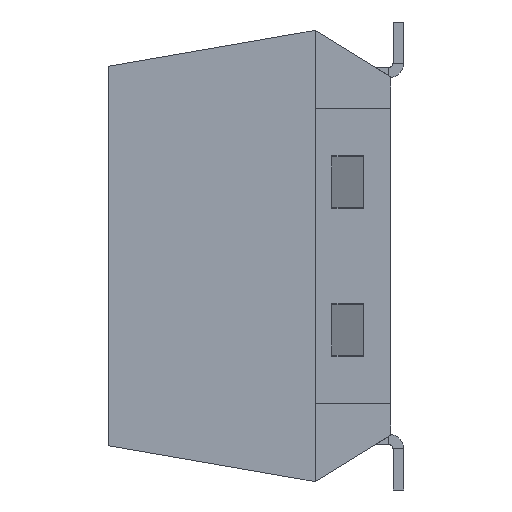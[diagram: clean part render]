
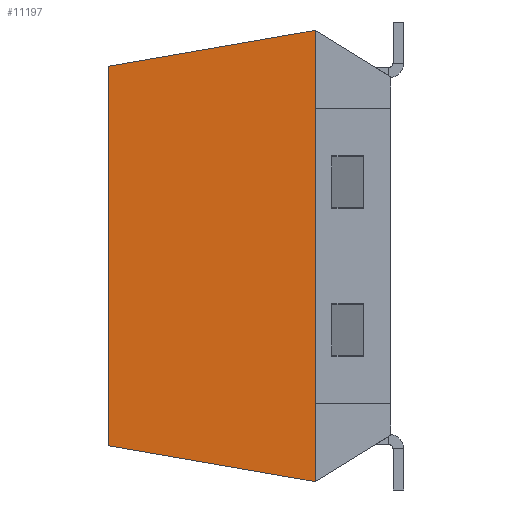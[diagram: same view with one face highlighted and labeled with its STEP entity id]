
A CAD part, left-side view. The second image highlights one B-rep face of the part: STEP entity #11197.
In plain terms, the highlighted planar face has unit normal (-1, 0.03, 0).
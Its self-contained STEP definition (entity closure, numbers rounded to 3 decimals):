
#7243 = PLANE('',#7244);
#7244 = AXIS2_PLACEMENT_3D('',#7245,#7246,#7247);
#7245 = CARTESIAN_POINT('',(0.,7.05,0.
    ));
#7246 = DIRECTION('',(0.,1.,0.));
#7247 = DIRECTION('',(-1.,0.,0.));
#7950 = VERTEX_POINT('',#7951);
#7951 = CARTESIAN_POINT('',(-7.475,7.05,-4.5));
#7965 = PLANE('',#7966);
#7966 = AXIS2_PLACEMENT_3D('',#7967,#7968,#7969);
#7967 = CARTESIAN_POINT('',(0.,7.05,-4.5));
#7968 = DIRECTION('',(0.,-0.171,0.985)
  );
#7969 = DIRECTION('',(0.,-0.985,
    -0.171));
#7977 = EDGE_CURVE('',#7950,#7978,#7980,.T.);
#7978 = VERTEX_POINT('',#7979);
#7979 = CARTESIAN_POINT('',(-7.475,7.05,4.5));
#7980 = SURFACE_CURVE('',#7981,(#7985,#7992),.PCURVE_S1.);
#7981 = LINE('',#7982,#7983);
#7982 = CARTESIAN_POINT('',(-7.475,7.05,0.));
#7983 = VECTOR('',#7984,1.);
#7984 = DIRECTION('',(0.,0.,1.));
#7985 = PCURVE('',#7243,#7986);
#7986 = DEFINITIONAL_REPRESENTATION('',(#7987),#7991);
#7987 = LINE('',#7988,#7989);
#7988 = CARTESIAN_POINT('',(7.475,0.));
#7989 = VECTOR('',#7990,1.);
#7990 = DIRECTION('',(0.,1.));
#7991 = ( GEOMETRIC_REPRESENTATION_CONTEXT(2) 
PARAMETRIC_REPRESENTATION_CONTEXT() REPRESENTATION_CONTEXT('2D SPACE',''
  ) );
#7992 = PCURVE('',#7993,#7998);
#7993 = PLANE('',#7994);
#7994 = AXIS2_PLACEMENT_3D('',#7995,#7996,#7997);
#7995 = CARTESIAN_POINT('',(-7.475,7.05,0.));
#7996 = DIRECTION('',(-1.,0.03,
    0.));
#7997 = DIRECTION('',(-0.03,-1.,
    0.));
#7998 = DEFINITIONAL_REPRESENTATION('',(#7999),#8003);
#7999 = LINE('',#8000,#8001);
#8000 = CARTESIAN_POINT('',(0.,0.));
#8001 = VECTOR('',#8002,1.);
#8002 = DIRECTION('',(0.,1.));
#8003 = ( GEOMETRIC_REPRESENTATION_CONTEXT(2) 
PARAMETRIC_REPRESENTATION_CONTEXT() REPRESENTATION_CONTEXT('2D SPACE',''
  ) );
#8021 = PLANE('',#8022);
#8022 = AXIS2_PLACEMENT_3D('',#8023,#8024,#8025);
#8023 = CARTESIAN_POINT('',(0.,2.15,5.35));
#8024 = DIRECTION('',(0.,-0.171,
    -0.985));
#8025 = DIRECTION('',(0.,0.985,-0.171
    ));
#8935 = PLANE('',#8936);
#8936 = AXIS2_PLACEMENT_3D('',#8937,#8938,#8939);
#8937 = CARTESIAN_POINT('',(-7.62,2.15,0.));
#8938 = DIRECTION('',(0.,-1.,0.));
#8939 = DIRECTION('',(1.,0.,0.));
#10817 = VERTEX_POINT('',#10818);
#10818 = CARTESIAN_POINT('',(-7.62,2.15,5.35));
#10841 = EDGE_CURVE('',#10817,#10842,#10844,.T.);
#10842 = VERTEX_POINT('',#10843);
#10843 = CARTESIAN_POINT('',(-7.62,2.15,-5.35));
#10844 = SURFACE_CURVE('',#10845,(#10849,#10856),.PCURVE_S1.);
#10845 = LINE('',#10846,#10847);
#10846 = CARTESIAN_POINT('',(-7.62,2.15,0.));
#10847 = VECTOR('',#10848,1.);
#10848 = DIRECTION('',(0.,0.,-1.));
#10849 = PCURVE('',#8935,#10850);
#10850 = DEFINITIONAL_REPRESENTATION('',(#10851),#10855);
#10851 = LINE('',#10852,#10853);
#10852 = CARTESIAN_POINT('',(0.,0.));
#10853 = VECTOR('',#10854,1.);
#10854 = DIRECTION('',(0.,-1.));
#10855 = ( GEOMETRIC_REPRESENTATION_CONTEXT(2) 
PARAMETRIC_REPRESENTATION_CONTEXT() REPRESENTATION_CONTEXT('2D SPACE',''
  ) );
#10856 = PCURVE('',#7993,#10857);
#10857 = DEFINITIONAL_REPRESENTATION('',(#10858),#10862);
#10858 = LINE('',#10859,#10860);
#10859 = CARTESIAN_POINT('',(4.902,0.));
#10860 = VECTOR('',#10861,1.);
#10861 = DIRECTION('',(-0.,-1.));
#10862 = ( GEOMETRIC_REPRESENTATION_CONTEXT(2) 
PARAMETRIC_REPRESENTATION_CONTEXT() REPRESENTATION_CONTEXT('2D SPACE',''
  ) );
#11112 = EDGE_CURVE('',#7950,#10842,#11113,.T.);
#11113 = SURFACE_CURVE('',#11114,(#11118,#11125),.PCURVE_S1.);
#11114 = LINE('',#11115,#11116);
#11115 = CARTESIAN_POINT('',(-7.461,7.536,
    -4.416));
#11116 = VECTOR('',#11117,1.);
#11117 = DIRECTION('',(-0.029,-0.985,
    -0.171));
#11118 = PCURVE('',#7965,#11119);
#11119 = DEFINITIONAL_REPRESENTATION('',(#11120),#11124);
#11120 = LINE('',#11121,#11122);
#11121 = CARTESIAN_POINT('',(-0.493,-7.461));
#11122 = VECTOR('',#11123,1.);
#11123 = DIRECTION('',(1.,-0.029));
#11124 = ( GEOMETRIC_REPRESENTATION_CONTEXT(2) 
PARAMETRIC_REPRESENTATION_CONTEXT() REPRESENTATION_CONTEXT('2D SPACE',''
  ) );
#11125 = PCURVE('',#7993,#11126);
#11126 = DEFINITIONAL_REPRESENTATION('',(#11127),#11131);
#11127 = LINE('',#11128,#11129);
#11128 = CARTESIAN_POINT('',(-0.486,-4.416));
#11129 = VECTOR('',#11130,1.);
#11130 = DIRECTION('',(0.985,-0.171));
#11131 = ( GEOMETRIC_REPRESENTATION_CONTEXT(2) 
PARAMETRIC_REPRESENTATION_CONTEXT() REPRESENTATION_CONTEXT('2D SPACE',''
  ) );
#11159 = EDGE_CURVE('',#10817,#7978,#11160,.T.);
#11160 = SURFACE_CURVE('',#11161,(#11165,#11172),.PCURVE_S1.);
#11161 = LINE('',#11162,#11163);
#11162 = CARTESIAN_POINT('',(-7.533,5.088,
    4.84));
#11163 = VECTOR('',#11164,1.);
#11164 = DIRECTION('',(0.029,0.985,-0.171
    ));
#11165 = PCURVE('',#8021,#11166);
#11166 = DEFINITIONAL_REPRESENTATION('',(#11167),#11171);
#11167 = LINE('',#11168,#11169);
#11168 = CARTESIAN_POINT('',(2.982,-7.533));
#11169 = VECTOR('',#11170,1.);
#11170 = DIRECTION('',(1.,0.029));
#11171 = ( GEOMETRIC_REPRESENTATION_CONTEXT(2) 
PARAMETRIC_REPRESENTATION_CONTEXT() REPRESENTATION_CONTEXT('2D SPACE',''
  ) );
#11172 = PCURVE('',#7993,#11173);
#11173 = DEFINITIONAL_REPRESENTATION('',(#11174),#11178);
#11174 = LINE('',#11175,#11176);
#11175 = CARTESIAN_POINT('',(1.963,4.84));
#11176 = VECTOR('',#11177,1.);
#11177 = DIRECTION('',(-0.985,-0.171));
#11178 = ( GEOMETRIC_REPRESENTATION_CONTEXT(2) 
PARAMETRIC_REPRESENTATION_CONTEXT() REPRESENTATION_CONTEXT('2D SPACE',''
  ) );
#11197 = ADVANCED_FACE('',(#11198),#7993,.T.);
#11198 = FACE_BOUND('',#11199,.T.);
#11199 = EDGE_LOOP('',(#11200,#11201,#11202,#11203));
#11200 = ORIENTED_EDGE('',*,*,#11112,.T.);
#11201 = ORIENTED_EDGE('',*,*,#10841,.F.);
#11202 = ORIENTED_EDGE('',*,*,#11159,.T.);
#11203 = ORIENTED_EDGE('',*,*,#7977,.F.);
